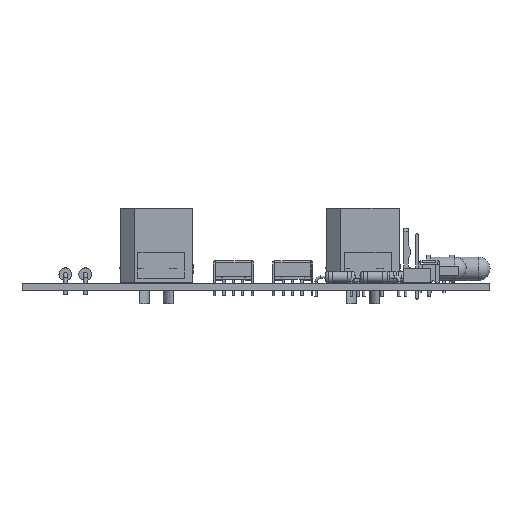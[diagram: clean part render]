
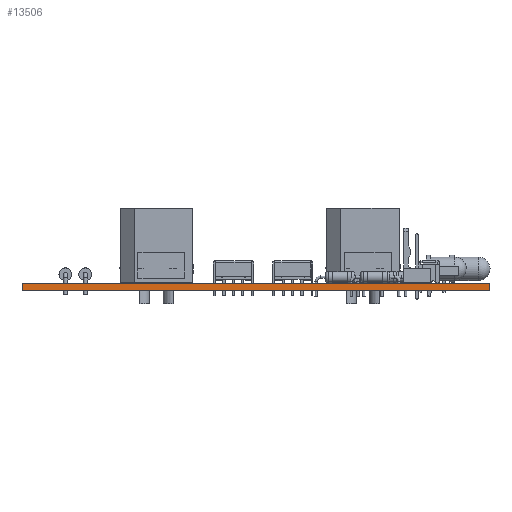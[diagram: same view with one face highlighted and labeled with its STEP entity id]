
A CAD part, front view. The second image highlights one B-rep face of the part: STEP entity #13506.
In plain terms, the highlighted planar face has unit normal (0, -1, 0).
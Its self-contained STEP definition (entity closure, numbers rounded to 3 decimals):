
#13506 = ADVANCED_FACE('',(#13507),#13541,.T.);
#13507 = FACE_BOUND('',#13508,.T.);
#13508 = EDGE_LOOP('',(#13509,#13519,#13527,#13535));
#13509 = ORIENTED_EDGE('',*,*,#13510,.T.);
#13510 = EDGE_CURVE('',#13511,#13513,#13515,.T.);
#13511 = VERTEX_POINT('',#13512);
#13512 = CARTESIAN_POINT('',(222.36,-136.,0.));
#13513 = VERTEX_POINT('',#13514);
#13514 = CARTESIAN_POINT('',(222.36,-136.,1.6));
#13515 = LINE('',#13516,#13517);
#13516 = CARTESIAN_POINT('',(222.36,-136.,0.));
#13517 = VECTOR('',#13518,1.);
#13518 = DIRECTION('',(0.,0.,1.));
#13519 = ORIENTED_EDGE('',*,*,#13520,.T.);
#13520 = EDGE_CURVE('',#13513,#13521,#13523,.T.);
#13521 = VERTEX_POINT('',#13522);
#13522 = CARTESIAN_POINT('',(122.36,-136.,1.6));
#13523 = LINE('',#13524,#13525);
#13524 = CARTESIAN_POINT('',(222.36,-136.,1.6));
#13525 = VECTOR('',#13526,1.);
#13526 = DIRECTION('',(-1.,0.,0.));
#13527 = ORIENTED_EDGE('',*,*,#13528,.F.);
#13528 = EDGE_CURVE('',#13529,#13521,#13531,.T.);
#13529 = VERTEX_POINT('',#13530);
#13530 = CARTESIAN_POINT('',(122.36,-136.,0.));
#13531 = LINE('',#13532,#13533);
#13532 = CARTESIAN_POINT('',(122.36,-136.,0.));
#13533 = VECTOR('',#13534,1.);
#13534 = DIRECTION('',(0.,0.,1.));
#13535 = ORIENTED_EDGE('',*,*,#13536,.F.);
#13536 = EDGE_CURVE('',#13511,#13529,#13537,.T.);
#13537 = LINE('',#13538,#13539);
#13538 = CARTESIAN_POINT('',(222.36,-136.,0.));
#13539 = VECTOR('',#13540,1.);
#13540 = DIRECTION('',(-1.,0.,0.));
#13541 = PLANE('',#13542);
#13542 = AXIS2_PLACEMENT_3D('',#13543,#13544,#13545);
#13543 = CARTESIAN_POINT('',(222.36,-136.,0.));
#13544 = DIRECTION('',(0.,-1.,0.));
#13545 = DIRECTION('',(-1.,0.,0.));
